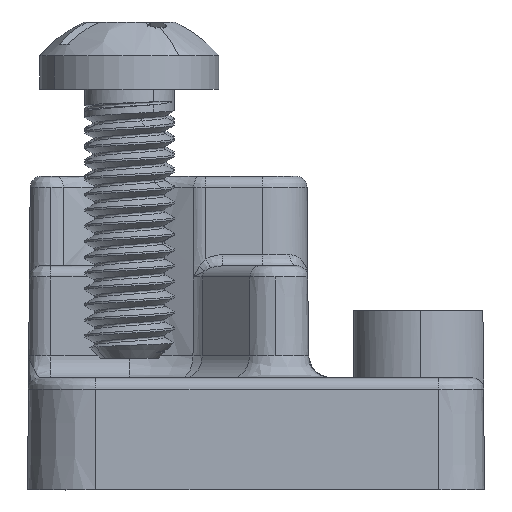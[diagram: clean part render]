
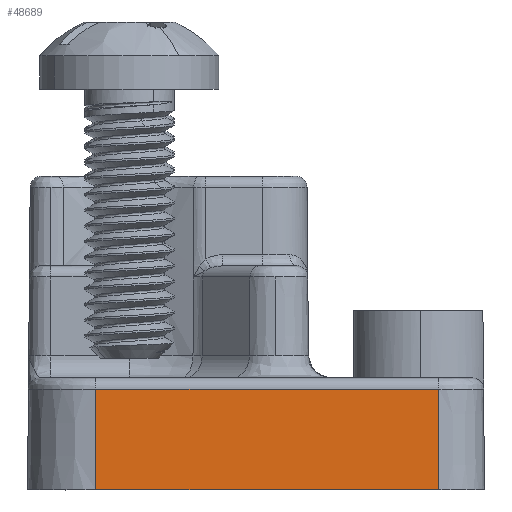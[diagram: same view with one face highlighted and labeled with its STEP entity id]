
A CAD part, left-side view. The second image highlights one B-rep face of the part: STEP entity #48689.
In plain terms, the highlighted planar face has unit normal (-1, 0, 0.009).
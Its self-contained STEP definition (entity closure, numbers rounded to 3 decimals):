
#8597 = LINE ( 'NONE', #85082, #63029 ) ;
#11884 = ORIENTED_EDGE ( 'NONE', *, *, #21254, .T. ) ;
#14065 = CARTESIAN_POINT ( 'NONE',  ( -20.794, -18.3, 0. ) ) ;
#14708 = EDGE_CURVE ( 'NONE', #51917, #88347, #8597, .T. ) ;
#14839 = EDGE_CURVE ( 'NONE', #73996, #88347, #85410, .T. ) ;
#19681 = LINE ( 'NONE', #24412, #71684 ) ;
#21254 = EDGE_CURVE ( 'NONE', #51917, #100884, #19681, .T. ) ;
#21341 = ORIENTED_EDGE ( 'NONE', *, *, #14839, .T. ) ;
#22760 = DIRECTION ( 'NONE',  ( 0., -1., 0. ) ) ;
#24412 = CARTESIAN_POINT ( 'NONE',  ( -20.754, -1.39, 4.504 ) ) ;
#26594 = EDGE_CURVE ( 'NONE', #100884, #73996, #27137, .T. ) ;
#27137 = LINE ( 'NONE', #68888, #82819 ) ;
#29125 = DIRECTION ( 'NONE',  ( -0.009, 0., -1. ) ) ;
#37688 = DIRECTION ( 'NONE',  ( -0.009, 0., -1. ) ) ;
#48689 = ADVANCED_FACE ( 'NONE', ( #97432 ), #97074, .T. ) ;
#49662 = CARTESIAN_POINT ( 'NONE',  ( -20.75, -1.39, 5. ) ) ;
#51917 = VERTEX_POINT ( 'NONE', #53600 ) ;
#53600 = CARTESIAN_POINT ( 'NONE',  ( -20.754, -18.3, 4.504 ) ) ;
#54303 = ORIENTED_EDGE ( 'NONE', *, *, #14708, .F. ) ;
#56692 = CARTESIAN_POINT ( 'NONE',  ( -20.794, -3., 0. ) ) ;
#56823 = CARTESIAN_POINT ( 'NONE',  ( -20.754, -3., 4.504 ) ) ;
#63029 = VECTOR ( 'NONE', #37688, 1000. ) ;
#68888 = CARTESIAN_POINT ( 'NONE',  ( -20.75, -3., 5. ) ) ;
#71684 = VECTOR ( 'NONE', #89118, 1000. ) ;
#73996 = VERTEX_POINT ( 'NONE', #56692 ) ;
#82023 = EDGE_LOOP ( 'NONE', ( #100977, #21341, #54303, #11884 ) ) ;
#82513 = DIRECTION ( 'NONE',  ( 0.009, 0., 1. ) ) ;
#82819 = VECTOR ( 'NONE', #29125, 1000. ) ;
#85082 = CARTESIAN_POINT ( 'NONE',  ( -4375.501, -18.3, -499000. ) ) ;
#85410 = LINE ( 'NONE', #93027, #99001 ) ;
#87715 = AXIS2_PLACEMENT_3D ( 'NONE', #49662, #97410, #82513 ) ;
#88347 = VERTEX_POINT ( 'NONE', #14065 ) ;
#89118 = DIRECTION ( 'NONE',  ( 0., 1., 0. ) ) ;
#93027 = CARTESIAN_POINT ( 'NONE',  ( -20.794, 0., 0. ) ) ;
#97074 = PLANE ( 'NONE',  #87715 ) ;
#97410 = DIRECTION ( 'NONE',  ( -1., 0., 0.009 ) ) ;
#97432 = FACE_OUTER_BOUND ( 'NONE', #82023, .T. ) ;
#99001 = VECTOR ( 'NONE', #22760, 1000. ) ;
#100884 = VERTEX_POINT ( 'NONE', #56823 ) ;
#100977 = ORIENTED_EDGE ( 'NONE', *, *, #26594, .T. ) ;
